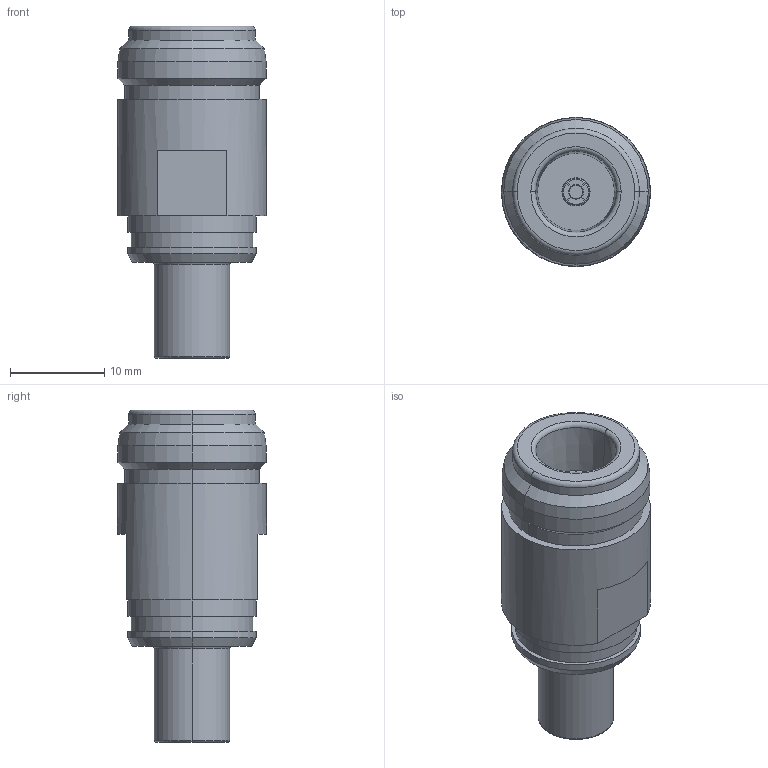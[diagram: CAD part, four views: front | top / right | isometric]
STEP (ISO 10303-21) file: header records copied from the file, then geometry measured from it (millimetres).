
FILE_DESCRIPTION (( 'STEP AP214' ), '1' );
FILE_NAME ('J01024A0011.STEP', '2013-06-12T14:15:24', ( 'Wartung1' ), ( '' ), 'SwSTEP 2.0', 'SolidWorks 2013', '' );
FILE_SCHEMA (( 'AUTOMOTIVE_DESIGN' ));
Length unit declared in the file: millimetre
Products named in the file (1): J01024A0011
Bounding box: 15.85 x 15.85 x 35.3 mm (x, y, z)
Volume: 4365.8 mm3; surface area: 2635.9 mm2
Topology: 1 solids, 2 shells, 108 faces, 252 edges, 159 vertices
Faces by surface type: cylinder 42, plane 30, cone 26, torus 8, sphere 2
Entity records: 4307 total; most frequent: CARTESIAN_POINT 604, DIRECTION 562, ORIENTED_EDGE 504, EDGE_CURVE 252, AXIS2_PLACEMENT_3D 229, VERTEX_POINT 159, EDGE_LOOP 121, CIRCLE 120
